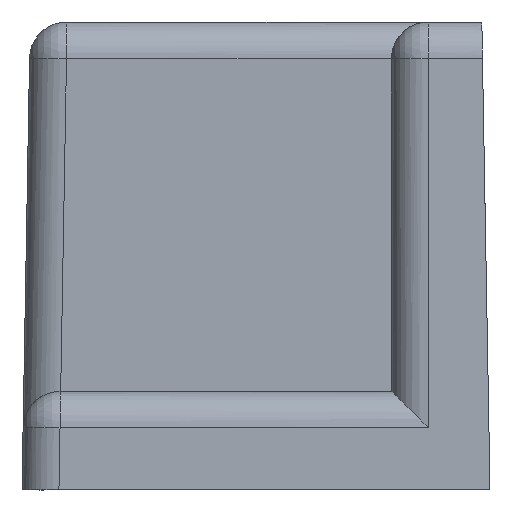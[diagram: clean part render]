
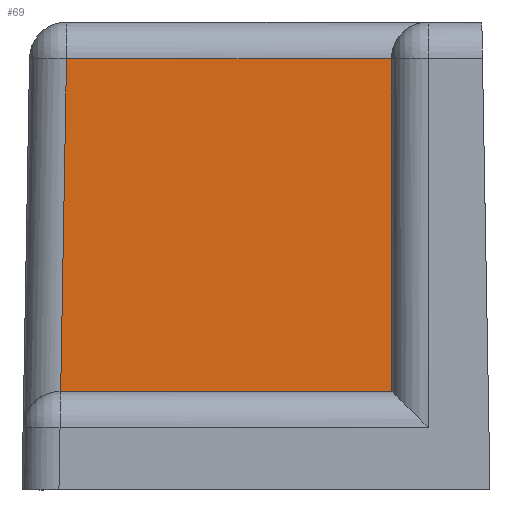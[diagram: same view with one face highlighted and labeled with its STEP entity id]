
A CAD part, left-side view. The second image highlights one B-rep face of the part: STEP entity #69.
In plain terms, the highlighted face is planar.
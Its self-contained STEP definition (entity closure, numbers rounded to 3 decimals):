
#63 = EDGE_CURVE ( 'NONE', #105, #104, #800, .T. ) ;
#68 = ORIENTED_EDGE ( 'NONE', *, *, #63, .T. ) ;
#69 = ADVANCED_FACE ( 'NONE', ( #789 ), #823, .F. ) ;
#70 = VERTEX_POINT ( 'NONE', #818 ) ;
#72 = EDGE_CURVE ( 'NONE', #76, #70, #817, .T. ) ;
#76 = VERTEX_POINT ( 'NONE', #813 ) ;
#89 = EDGE_LOOP ( 'NONE', ( #68, #102, #101, #98 ) ) ;
#98 = ORIENTED_EDGE ( 'NONE', *, *, #99, .T. ) ;
#99 = EDGE_CURVE ( 'NONE', #76, #105, #865, .T. ) ;
#101 = ORIENTED_EDGE ( 'NONE', *, *, #72, .F. ) ;
#102 = ORIENTED_EDGE ( 'NONE', *, *, #103, .T. ) ;
#103 = EDGE_CURVE ( 'NONE', #104, #70, #902, .T. ) ;
#104 = VERTEX_POINT ( 'NONE', #898 ) ;
#105 = VERTEX_POINT ( 'NONE', #897 ) ;
#789 = FACE_OUTER_BOUND ( 'NONE', #89, .T. ) ;
#797 = DIRECTION ( 'NONE',  ( 0., -1., 0. ) ) ;
#798 = VECTOR ( 'NONE', #797, 1000. ) ;
#799 = CARTESIAN_POINT ( 'NONE',  ( 73., 0., 17.5 ) ) ;
#800 = LINE ( 'NONE', #799, #798 ) ;
#813 = CARTESIAN_POINT ( 'NONE',  ( 73., 15., 4. ) ) ;
#814 = DIRECTION ( 'NONE',  ( 0., -1., 0. ) ) ;
#815 = VECTOR ( 'NONE', #814, 1000. ) ;
#816 = CARTESIAN_POINT ( 'NONE',  ( 73., 0., 4. ) ) ;
#817 = LINE ( 'NONE', #816, #815 ) ;
#818 = CARTESIAN_POINT ( 'NONE',  ( 73., 1.57, 4. ) ) ;
#819 = DIRECTION ( 'NONE',  ( 0., 0., 1. ) ) ;
#820 = DIRECTION ( 'NONE',  ( -1., 0., 0. ) ) ;
#821 = CARTESIAN_POINT ( 'NONE',  ( 73., 0., 4. ) ) ;
#822 = AXIS2_PLACEMENT_3D ( 'NONE', #821, #820, #819 ) ;
#823 = PLANE ( 'NONE',  #822 ) ;
#862 = DIRECTION ( 'NONE',  ( 0., 0., 1. ) ) ;
#863 = VECTOR ( 'NONE', #862, 1000. ) ;
#864 = CARTESIAN_POINT ( 'NONE',  ( 73., 15., 4. ) ) ;
#865 = LINE ( 'NONE', #864, #863 ) ;
#897 = CARTESIAN_POINT ( 'NONE',  ( 73., 15., 17.5 ) ) ;
#898 = CARTESIAN_POINT ( 'NONE',  ( 73., 1.806, 17.5 ) ) ;
#899 = DIRECTION ( 'NONE',  ( 0., -0.017, -1. ) ) ;
#900 = VECTOR ( 'NONE', #899, 1000. ) ;
#901 = CARTESIAN_POINT ( 'NONE',  ( 73., 1.57, 3.973 ) ) ;
#902 = LINE ( 'NONE', #901, #900 ) ;
